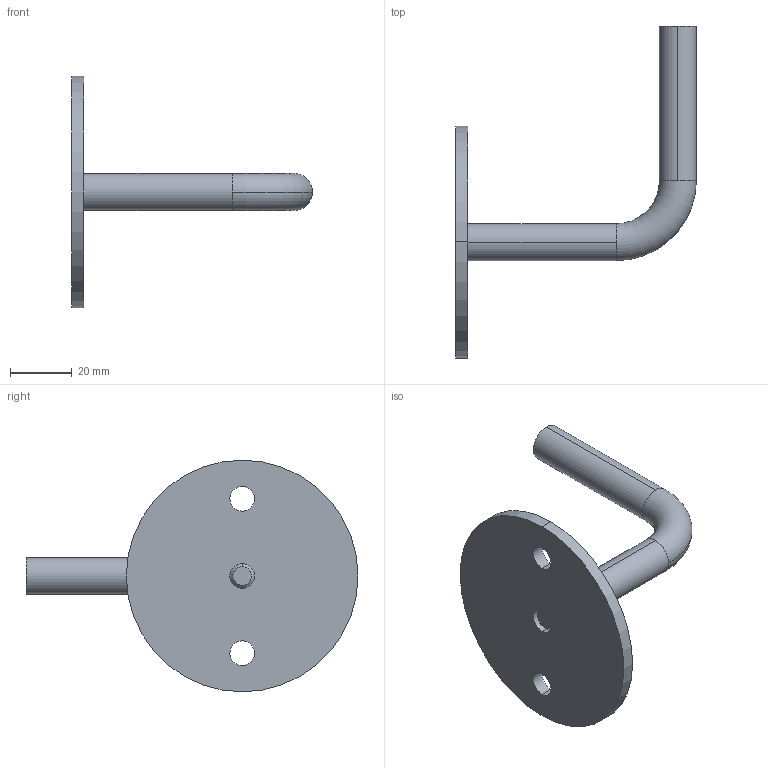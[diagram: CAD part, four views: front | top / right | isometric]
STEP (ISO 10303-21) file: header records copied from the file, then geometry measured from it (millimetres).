
FILE_DESCRIPTION (( 'STEP AP203' ), '1' );
FILE_NAME ('A_0114-000.STEP', '2022-12-13T13:33:56', ( '' ), ( '' ), 'SwSTEP 2.0', 'SolidWorks 2019', '' );
FILE_SCHEMA (( 'CONFIG_CONTROL_DESIGN' ));
Length unit declared in the file: millimetre
Products named in the file (1): A_0114-000
Bounding box: 78 x 107.5 x 75 mm (x, y, z)
Volume: 31586.8 mm3; surface area: 15118.5 mm2
Topology: 2 solids, 2 shells, 29 faces, 66 edges, 41 vertices
Faces by surface type: cylinder 16, cone 6, plane 5, torus 2
Entity records: 907 total; most frequent: DIRECTION 166, CARTESIAN_POINT 135, ORIENTED_EDGE 128, AXIS2_PLACEMENT_3D 72, EDGE_CURVE 64, CIRCLE 42, VERTEX_POINT 41, EDGE_LOOP 37
